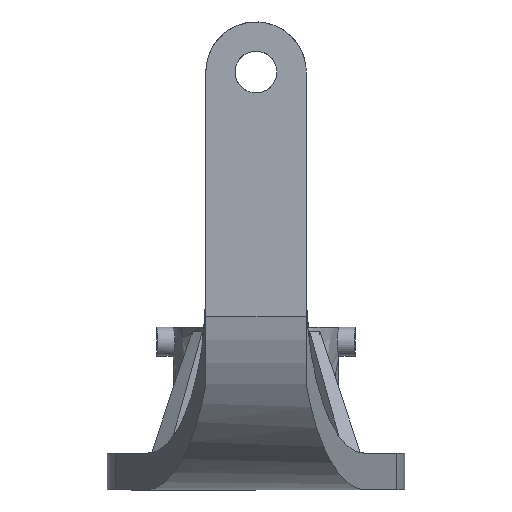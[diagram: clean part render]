
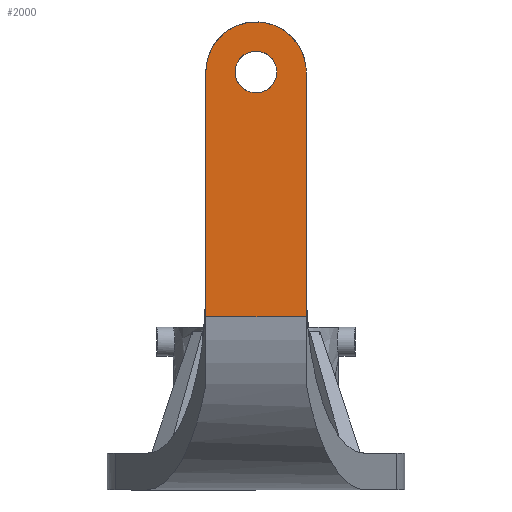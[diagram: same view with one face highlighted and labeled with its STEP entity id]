
A CAD part, left-side view. The second image highlights one B-rep face of the part: STEP entity #2000.
In plain terms, the highlighted free-form (B-spline) face has degree [1, 1] with [2, 2] control points.
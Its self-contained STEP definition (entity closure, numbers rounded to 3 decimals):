
#1937 = VERTEX_POINT('',#1938);
#1938 = CARTESIAN_POINT('',(-3460.239,519.036,
    4325.299));
#1943 = EDGE_CURVE('',#1937,#1944,#1946,.T.);
#1944 = VERTEX_POINT('',#1945);
#1945 = CARTESIAN_POINT('',(-3460.239,-519.036,
    4325.299));
#1946 = ( BOUNDED_CURVE() B_SPLINE_CURVE(2,(#1947,#1948,#1949,#1950,
#1951),.UNSPECIFIED.,.F.,.F.) B_SPLINE_CURVE_WITH_KNOTS((3,2,3),(0.,
1.571,3.142),.PIECEWISE_BEZIER_KNOTS.) CURVE() 
GEOMETRIC_REPRESENTATION_ITEM() RATIONAL_B_SPLINE_CURVE((1.,
0.707,1.,0.707,1.)) REPRESENTATION_ITEM('') );
#1947 = CARTESIAN_POINT('',(-3460.239,519.036,
    4325.299));
#1948 = CARTESIAN_POINT('',(-3460.239,519.036,
    4844.335));
#1949 = CARTESIAN_POINT('',(-3460.239,0.,
    4844.335));
#1950 = CARTESIAN_POINT('',(-3460.239,-519.036,
    4844.335));
#1951 = CARTESIAN_POINT('',(-3460.239,-519.036,
    4325.299));
#2000 = ADVANCED_FACE('',(#2001,#2023),#2037,.T.);
#2001 = FACE_BOUND('',#2002,.T.);
#2002 = EDGE_LOOP('',(#2003,#2004,#2011,#2018));
#2003 = ORIENTED_EDGE('',*,*,#1943,.F.);
#2004 = ORIENTED_EDGE('',*,*,#2005,.F.);
#2005 = EDGE_CURVE('',#2006,#1937,#2008,.T.);
#2006 = VERTEX_POINT('',#2007);
#2007 = CARTESIAN_POINT('',(-3460.239,519.036,
    1792.931));
#2008 = B_SPLINE_CURVE_WITH_KNOTS('',1,(#2009,#2010),.UNSPECIFIED.,.F.,
  .F.,(2,2),(2072.609,5000.),.PIECEWISE_BEZIER_KNOTS.);
#2009 = CARTESIAN_POINT('',(-3460.239,519.036,
    1792.931));
#2010 = CARTESIAN_POINT('',(-3460.239,519.036,
    4325.299));
#2011 = ORIENTED_EDGE('',*,*,#2012,.T.);
#2012 = EDGE_CURVE('',#2006,#2013,#2015,.T.);
#2013 = VERTEX_POINT('',#2014);
#2014 = CARTESIAN_POINT('',(-3460.239,-519.036,
    1792.931));
#2015 = B_SPLINE_CURVE_WITH_KNOTS('',1,(#2016,#2017),.UNSPECIFIED.,.F.,
  .F.,(2,2),(-600.,600.),.PIECEWISE_BEZIER_KNOTS.);
#2016 = CARTESIAN_POINT('',(-3460.239,519.036,
    1792.931));
#2017 = CARTESIAN_POINT('',(-3460.239,-519.036,
    1792.931));
#2018 = ORIENTED_EDGE('',*,*,#2019,.T.);
#2019 = EDGE_CURVE('',#2013,#1944,#2020,.T.);
#2020 = B_SPLINE_CURVE_WITH_KNOTS('',1,(#2021,#2022),.UNSPECIFIED.,.F.,
  .F.,(2,2),(2072.609,5000.),.PIECEWISE_BEZIER_KNOTS.);
#2021 = CARTESIAN_POINT('',(-3460.239,-519.036,
    1792.931));
#2022 = CARTESIAN_POINT('',(-3460.239,-519.036,
    4325.299));
#2023 = FACE_BOUND('',#2024,.T.);
#2024 = EDGE_LOOP('',(#2025));
#2025 = ORIENTED_EDGE('',*,*,#2026,.T.);
#2026 = EDGE_CURVE('',#2027,#2027,#2029,.T.);
#2027 = VERTEX_POINT('',#2028);
#2028 = CARTESIAN_POINT('',(-3460.239,-216.265,
    4325.299));
#2029 = ( BOUNDED_CURVE() B_SPLINE_CURVE(2,(#2030,#2031,#2032,#2033,
#2034,#2035,#2036),.UNSPECIFIED.,.T.,.F.) B_SPLINE_CURVE_WITH_KNOTS((3,2
    ,2,3),(3.142,5.236,7.33,9.425),
.PIECEWISE_BEZIER_KNOTS.) CURVE() GEOMETRIC_REPRESENTATION_ITEM() 
RATIONAL_B_SPLINE_CURVE((1.,0.5,1.,0.5,1.,0.5,1.)) REPRESENTATION_ITEM(
  '') );
#2030 = CARTESIAN_POINT('',(-3460.239,-216.265,
    4325.299));
#2031 = CARTESIAN_POINT('',(-3460.239,-216.265,
    3950.717));
#2032 = CARTESIAN_POINT('',(-3460.239,108.132,
    4138.008));
#2033 = CARTESIAN_POINT('',(-3460.239,432.53,
    4325.299));
#2034 = CARTESIAN_POINT('',(-3460.239,108.132,
    4512.59));
#2035 = CARTESIAN_POINT('',(-3460.239,-216.265,
    4699.881));
#2036 = CARTESIAN_POINT('',(-3460.239,-216.265,
    4325.299));
#2037 = B_SPLINE_SURFACE_WITH_KNOTS('',1,1,(
    (#2038,#2039)
    ,(#2040,#2041)),.UNSPECIFIED.,.F.,.F.,.F.,(2,2),(2,2),(0.,1200.),(
    2072.609,5600.),.PIECEWISE_BEZIER_KNOTS.);
#2038 = CARTESIAN_POINT('',(-3460.239,519.036,
    1792.931));
#2039 = CARTESIAN_POINT('',(-3460.239,519.036,
    4844.335));
#2040 = CARTESIAN_POINT('',(-3460.239,-519.036,
    1792.931));
#2041 = CARTESIAN_POINT('',(-3460.239,-519.036,
    4844.335));
